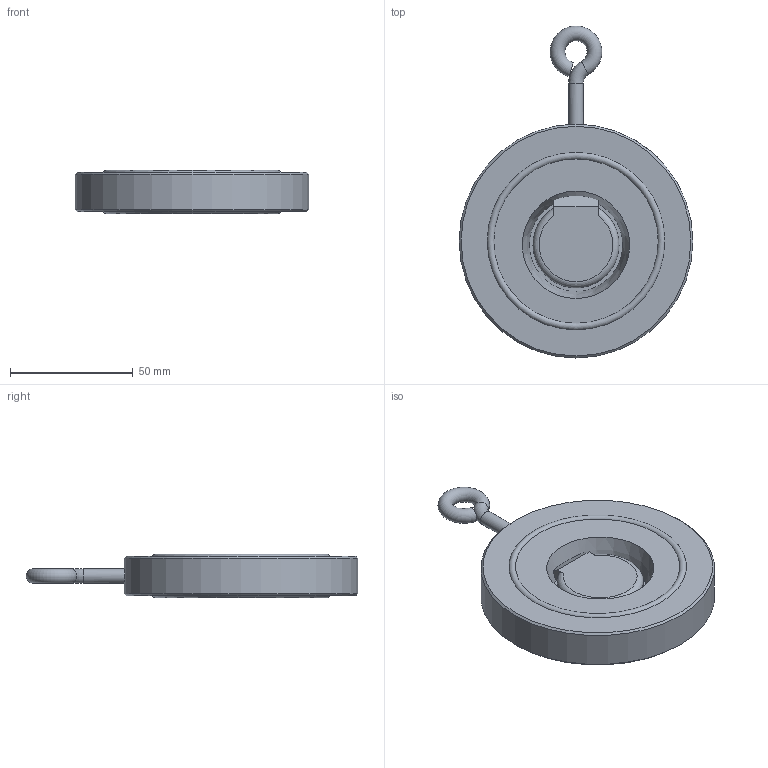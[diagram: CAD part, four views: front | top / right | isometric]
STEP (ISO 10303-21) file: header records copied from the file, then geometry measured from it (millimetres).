
FILE_DESCRIPTION (( 'STEP AP214' ), '1' );
FILE_NAME ('920-40.STEP', '2017-10-17T08:39:28', ( 'eh' ), ( 'Hewlett-Packard Company' ), 'SwSTEP 2.0', 'SolidWorks 2015', '' );
FILE_SCHEMA (( 'AUTOMOTIVE_DESIGN' ));
Length unit declared in the file: millimetre
Products named in the file (1): 920-40
Bounding box: 95 x 134.99 x 17.6 mm (x, y, z)
Volume: 105287.7 mm3; surface area: 23105.5 mm2
Topology: 1 solids, 2 shells, 112 faces, 285 edges, 189 vertices
Faces by surface type: bspline 47, plane 39, cylinder 13, torus 9, cone 4
Full cylindrical faces by diameter (mm): 5 x1, 6 x1, 22 x1, 95 x1
Entity records: 8739 total; most frequent: CARTESIAN_POINT 6444, ORIENTED_EDGE 528, DIRECTION 283, EDGE_CURVE 264, VERTEX_POINT 184, B_SPLINE_CURVE_WITH_KNOTS 163, EDGE_LOOP 144, FACE_OUTER_BOUND 124
